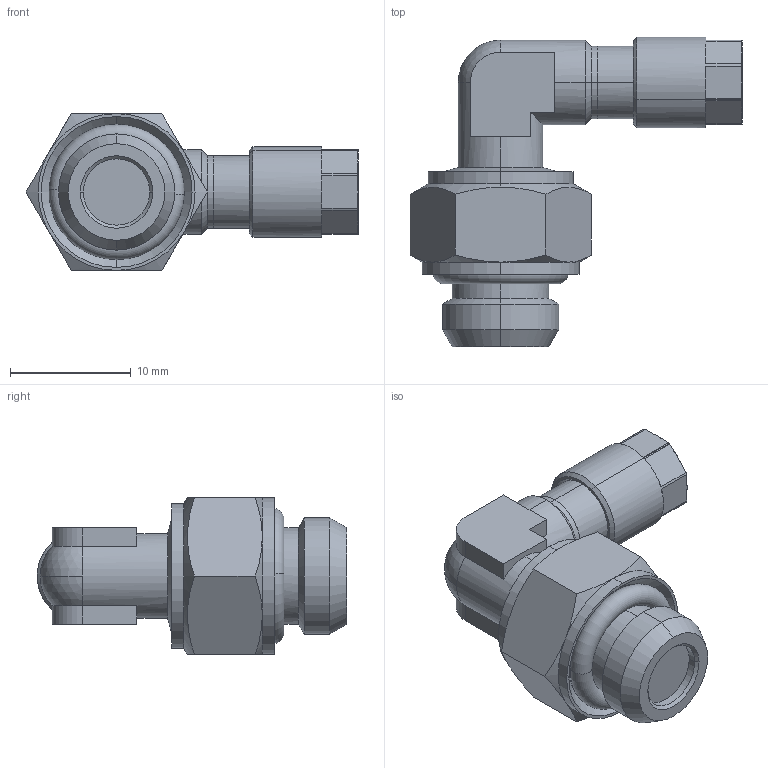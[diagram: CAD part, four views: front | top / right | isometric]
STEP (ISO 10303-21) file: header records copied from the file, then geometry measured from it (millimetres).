
FILE_DESCRIPTION (( 'STEP AP214' ), '1' );
FILE_NAME ('0111500006.step', '2012-09-28T13:24:03', ( '' ), ( '' ), 'SwSTEP 2.0', 'SolidWorks 2012', '' );
FILE_SCHEMA (( 'AUTOMOTIVE_DESIGN' ));
Length unit declared in the file: millimetre
Products named in the file (1): 0111500006
Bounding box: 27.51 x 25.65 x 13 mm (x, y, z)
Volume: 2661.4 mm3; surface area: 1718.9 mm2
Topology: 1 solids, 1 shells, 122 faces, 288 edges, 175 vertices
Faces by surface type: plane 45, cone 37, cylinder 28, torus 10, sphere 2
Entity records: 4986 total; most frequent: CARTESIAN_POINT 769, DIRECTION 635, ORIENTED_EDGE 576, EDGE_CURVE 288, AXIS2_PLACEMENT_3D 261, VERTEX_POINT 175, CIRCLE 138, EDGE_LOOP 129
